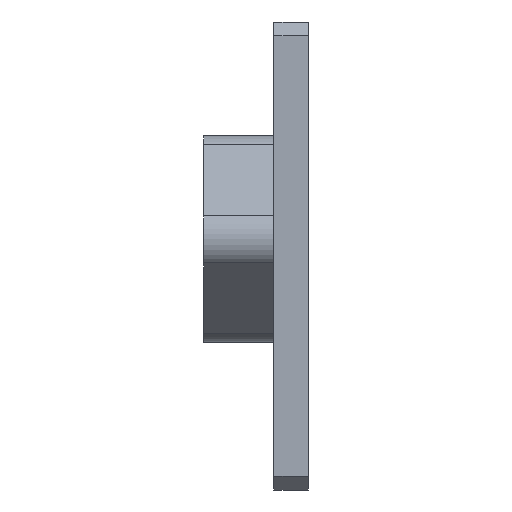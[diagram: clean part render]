
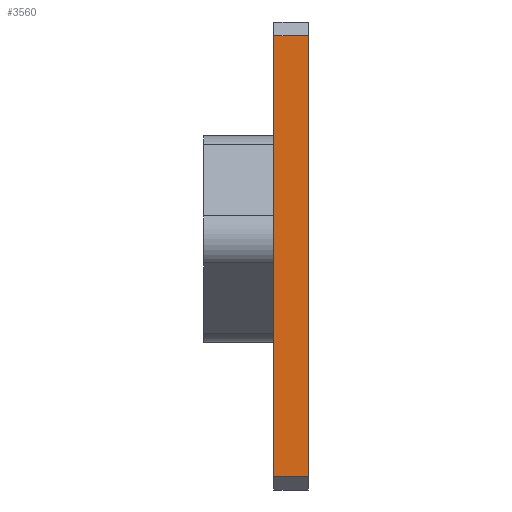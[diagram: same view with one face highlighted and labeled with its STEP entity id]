
A CAD part, left-side view. The second image highlights one B-rep face of the part: STEP entity #3560.
In plain terms, the highlighted planar face has unit normal (-1, 0, 0).
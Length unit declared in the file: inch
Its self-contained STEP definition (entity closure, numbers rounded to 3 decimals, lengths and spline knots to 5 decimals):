
#281 = CARTESIAN_POINT ( 'NONE',  ( -2.5, -0.0625, -0.8 ) ) ;
#328 = LINE ( 'NONE', #8556, #3922 ) ;
#419 = CARTESIAN_POINT ( 'NONE',  ( -2.5, 0.0625, -0.8 ) ) ;
#472 = VERTEX_POINT ( 'NONE', #7807 ) ;
#1322 = VECTOR ( 'NONE', #5873, 39.37008 ) ;
#1376 = VERTEX_POINT ( 'NONE', #3552 ) ;
#1646 = PLANE ( 'NONE',  #9696 ) ;
#1678 = DIRECTION ( 'NONE',  ( 0., 0., -1. ) ) ;
#2315 = ORIENTED_EDGE ( 'NONE', *, *, #2932, .F. ) ;
#2932 = EDGE_CURVE ( 'NONE', #472, #1376, #3240, .T. ) ;
#3006 = FACE_OUTER_BOUND ( 'NONE', #9791, .T. ) ;
#3134 = DIRECTION ( 'NONE',  ( 0., 0., -1. ) ) ;
#3157 = EDGE_CURVE ( 'NONE', #4722, #5718, #9578, .T. ) ;
#3176 = ORIENTED_EDGE ( 'NONE', *, *, #3157, .T. ) ;
#3240 = LINE ( 'NONE', #6499, #6001 ) ;
#3369 = CARTESIAN_POINT ( 'NONE',  ( -2.5, 0.0625, -0.8 ) ) ;
#3552 = CARTESIAN_POINT ( 'NONE',  ( -2.5, -0.0625, 0.8 ) ) ;
#3560 = ADVANCED_FACE ( 'NONE', ( #3006 ), #1646, .F. ) ;
#3922 = VECTOR ( 'NONE', #1678, 39.37008 ) ;
#4002 = ORIENTED_EDGE ( 'NONE', *, *, #5489, .T. ) ;
#4722 = VERTEX_POINT ( 'NONE', #3369 ) ;
#4857 = ORIENTED_EDGE ( 'NONE', *, *, #8989, .F. ) ;
#4944 = VECTOR ( 'NONE', #7658, 39.37008 ) ;
#5489 = EDGE_CURVE ( 'NONE', #472, #4722, #8786, .T. ) ;
#5718 = VERTEX_POINT ( 'NONE', #281 ) ;
#5873 = DIRECTION ( 'NONE',  ( 0., -1., 0. ) ) ;
#6001 = VECTOR ( 'NONE', #8075, 39.37008 ) ;
#6499 = CARTESIAN_POINT ( 'NONE',  ( -2.5, 0.0625, 0.8 ) ) ;
#6886 = CARTESIAN_POINT ( 'NONE',  ( -2.5, 0.0625, 0. ) ) ;
#6905 = DIRECTION ( 'NONE',  ( 1., 0., 0. ) ) ;
#6999 = CARTESIAN_POINT ( 'NONE',  ( -2.5, 0.0625, 0.85 ) ) ;
#7658 = DIRECTION ( 'NONE',  ( 0., 0., -1. ) ) ;
#7807 = CARTESIAN_POINT ( 'NONE',  ( -2.5, 0.0625, 0.8 ) ) ;
#8075 = DIRECTION ( 'NONE',  ( 0., -1., 0. ) ) ;
#8556 = CARTESIAN_POINT ( 'NONE',  ( -2.5, -0.0625, 0.85 ) ) ;
#8786 = LINE ( 'NONE', #6886, #4944 ) ;
#8989 = EDGE_CURVE ( 'NONE', #1376, #5718, #328, .T. ) ;
#9578 = LINE ( 'NONE', #419, #1322 ) ;
#9696 = AXIS2_PLACEMENT_3D ( 'NONE', #6999, #6905, #3134 ) ;
#9791 = EDGE_LOOP ( 'NONE', ( #4857, #2315, #4002, #3176 ) ) ;
